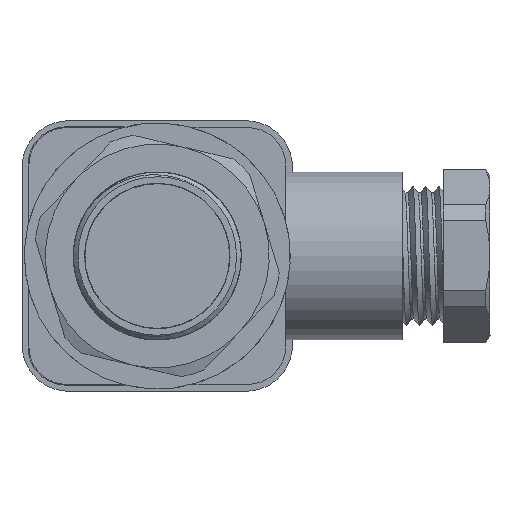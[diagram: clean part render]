
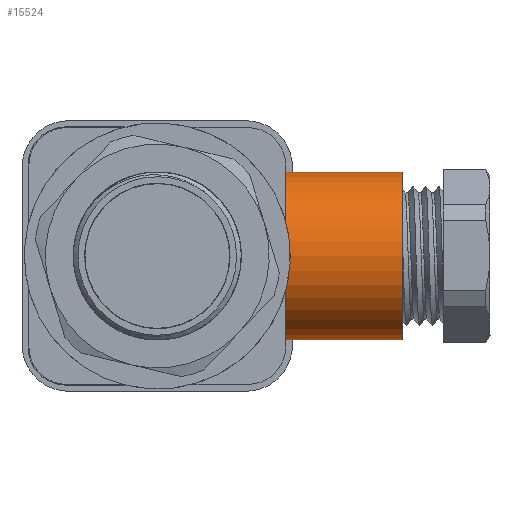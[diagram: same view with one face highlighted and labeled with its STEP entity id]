
A CAD part, left-side view. The second image highlights one B-rep face of the part: STEP entity #15524.
In plain terms, the highlighted cylindrical face has radius 9 mm (diameter 18 mm), a full revolution.
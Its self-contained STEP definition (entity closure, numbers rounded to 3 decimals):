
#899=CYLINDRICAL_SURFACE('',#18653,9.);
#1701=LINE('',#35227,#2971);
#1702=LINE('',#35231,#2972);
#2971=VECTOR('',#21358,1000.);
#2972=VECTOR('',#21361,1000.);
#5951=ORIENTED_EDGE('',*,*,#9254,.T.);
#5952=ORIENTED_EDGE('',*,*,#9255,.F.);
#5953=ORIENTED_EDGE('',*,*,#9256,.T.);
#5954=ORIENTED_EDGE('',*,*,#9257,.T.);
#5955=ORIENTED_EDGE('',*,*,#9258,.T.);
#9254=EDGE_CURVE('',#11110,#11110,#11994,.T.);
#9255=EDGE_CURVE('',#11111,#11112,#11995,.T.);
#9256=EDGE_CURVE('',#11111,#11113,#1701,.F.);
#9257=EDGE_CURVE('',#11113,#11114,#11996,.F.);
#9258=EDGE_CURVE('',#11114,#11112,#1702,.T.);
#11110=VERTEX_POINT('',#35223);
#11111=VERTEX_POINT('',#35225);
#11112=VERTEX_POINT('',#35226);
#11113=VERTEX_POINT('',#35228);
#11114=VERTEX_POINT('',#35230);
#11994=CIRCLE('',#18654,9.);
#11995=CIRCLE('',#18655,9.);
#11996=CIRCLE('',#18656,9.);
#12851=EDGE_LOOP('',(#5951));
#12852=EDGE_LOOP('',(#5952,#5953,#5954,#5955));
#13967=FACE_BOUND('',#12851,.T.);
#13968=FACE_BOUND('',#12852,.T.);
#15524=ADVANCED_FACE('',(#13967,#13968),#899,.T.);
#18653=AXIS2_PLACEMENT_3D('',#35221,#21352,#21353);
#18654=AXIS2_PLACEMENT_3D('',#35222,#21354,#21355);
#18655=AXIS2_PLACEMENT_3D('',#35224,#21356,#21357);
#18656=AXIS2_PLACEMENT_3D('',#35229,#21359,#21360);
#21352=DIRECTION('',(0.,-1.,0.));
#21353=DIRECTION('',(0.,0.,-1.));
#21354=DIRECTION('',(0.,-1.,0.));
#21355=DIRECTION('',(-1.,0.,0.));
#21356=DIRECTION('',(0.,-1.,0.));
#21357=DIRECTION('',(-1.,0.,0.));
#21358=DIRECTION('',(0.,-1.,0.));
#21359=DIRECTION('',(0.,-1.,0.));
#21360=DIRECTION('',(0.,0.,-1.));
#21361=DIRECTION('',(0.,-1.,0.));
#35221=CARTESIAN_POINT('',(0.,26.25,10.));
#35222=CARTESIAN_POINT('',(0.,26.25,10.));
#35223=CARTESIAN_POINT('',(-9.,26.25,10.));
#35224=CARTESIAN_POINT('',(0.,13.75,10.));
#35225=CARTESIAN_POINT('',(-4.49,13.75,17.8));
#35226=CARTESIAN_POINT('',(4.49,13.75,17.8));
#35227=CARTESIAN_POINT('',(-4.49,26.25,17.8));
#35228=CARTESIAN_POINT('',(-4.49,15.15,17.8));
#35229=CARTESIAN_POINT('',(0.,15.15,10.));
#35230=CARTESIAN_POINT('',(4.49,15.15,17.8));
#35231=CARTESIAN_POINT('',(4.49,26.25,17.8));
